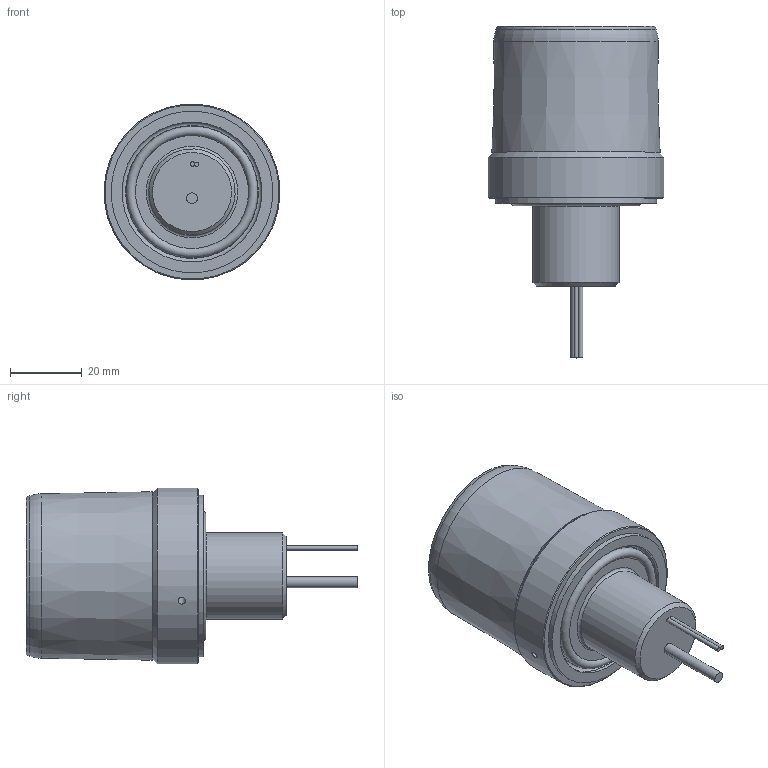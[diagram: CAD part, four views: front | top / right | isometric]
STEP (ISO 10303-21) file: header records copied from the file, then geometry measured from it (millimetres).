
FILE_DESCRIPTION(/* description */ (''),/* implementation_level */ '2;1');
FILE_NAME(/* name */ '8262-094 - Remote transducer assembly with pressure.stp',/* time_stamp */ '2020-10-30T08:48:50+00:00',/* author */ ('grh'),/* organization */ (''),/* preprocessor_version */ 'ST-DEVELOPER v18.1',/* originating_system */ 'Autodesk Inventor 2020',/* authorisation */ '');
FILE_SCHEMA (('AUTOMOTIVE_DESIGN { 1 0 10303 214 3 1 1 }'));
Length unit declared in the file: millimetre
Products named in the file (1): 8262-094 - Remote transducer assembly with pressure_Substitute_2
Bounding box: 48.9 x 92.35 x 48.9 mm (x, y, z)
Volume: 97082.5 mm3; surface area: 18962 mm2
Topology: 6 solids, 6 shells, 40 faces, 98 edges, 73 vertices
Faces by surface type: plane 16, cylinder 12, cone 7, torus 5
Full cylindrical faces by diameter (mm): 1.2 x2, 2 x1, 3 x1, 24 x1, 31.42 x1, 31.5 x1, 35.5 x1, 38.92 x1, 40 x1, 45 x1, 49 x1
Entity records: 1394 total; most frequent: DIRECTION 252, CARTESIAN_POINT 246, ORIENTED_EDGE 194, AXIS2_PLACEMENT_3D 116, EDGE_CURVE 97, CIRCLE 75, VERTEX_POINT 73, EDGE_LOOP 46
